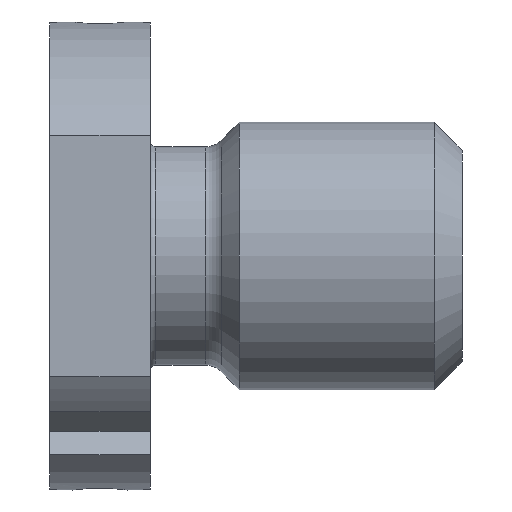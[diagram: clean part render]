
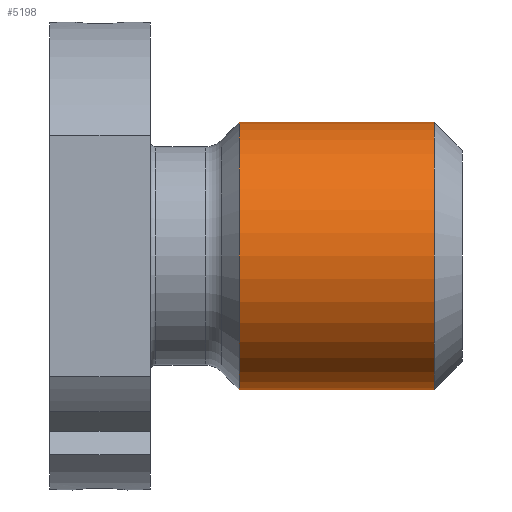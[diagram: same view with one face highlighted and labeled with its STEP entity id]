
A CAD part, front view. The second image highlights one B-rep face of the part: STEP entity #5198.
In plain terms, the highlighted cylindrical face has radius 12 mm (diameter 24 mm), a partial arc.
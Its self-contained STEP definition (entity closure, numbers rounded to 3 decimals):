
#1=CARTESIAN_POINT('',(34.5,0.,0.));
#2=DIRECTION('',(-1.,0.,0.));
#3=DIRECTION('',(0.,0.,-1.));
#4=AXIS2_PLACEMENT_3D('',#1,#2,#3);
#19=DIRECTION('',(-1.,0.,0.));
#20=VECTOR('',#19,17.5);
#21=CARTESIAN_POINT('',(34.5,0.,-12.));
#22=LINE('',#21,#20);
#23=DIRECTION('',(-1.,0.,0.));
#24=VECTOR('',#23,17.5);
#25=CARTESIAN_POINT('',(34.5,0.,12.));
#26=LINE('',#25,#24);
#3886=CARTESIAN_POINT('',(17.,0.,0.));
#3887=DIRECTION('',(-1.,0.,0.));
#3888=DIRECTION('',(0.,0.,-1.));
#3889=AXIS2_PLACEMENT_3D('',#3886,#3887,#3888);
#3895=CARTESIAN_POINT('',(17.,0.,-12.));
#3896=CARTESIAN_POINT('',(17.,0.,12.));
#3897=VERTEX_POINT('',#3895);
#3898=VERTEX_POINT('',#3896);
#3899=CARTESIAN_POINT('',(34.5,0.,-12.));
#3900=CARTESIAN_POINT('',(34.5,0.,12.));
#3901=VERTEX_POINT('',#3899);
#3902=VERTEX_POINT('',#3900);
#5184=CARTESIAN_POINT('',(-1.85,0.,0.));
#5185=DIRECTION('',(1.,0.,0.));
#5186=DIRECTION('',(0.,0.,1.));
#5187=AXIS2_PLACEMENT_3D('',#5184,#5185,#5186);
#5188=CYLINDRICAL_SURFACE('',#5187,12.);
#5190=ORIENTED_EDGE('',*,*,#5189,.T.);
#5192=ORIENTED_EDGE('',*,*,#5191,.T.);
#5194=ORIENTED_EDGE('',*,*,#5193,.F.);
#5195=ORIENTED_EDGE('',*,*,#5174,.F.);
#5196=EDGE_LOOP('',(#5190,#5192,#5194,#5195));
#5197=FACE_OUTER_BOUND('',#5196,.F.);
#5198=ADVANCED_FACE('',(#5197),#5188,.T.);
#5=CIRCLE('',#4,12.);
#3890=CIRCLE('',#3889,12.);
#5174=EDGE_CURVE('',#3901,#3902,#5,.T.);
#5189=EDGE_CURVE('',#3901,#3897,#22,.T.);
#5191=EDGE_CURVE('',#3897,#3898,#3890,.T.);
#5193=EDGE_CURVE('',#3902,#3898,#26,.T.);
